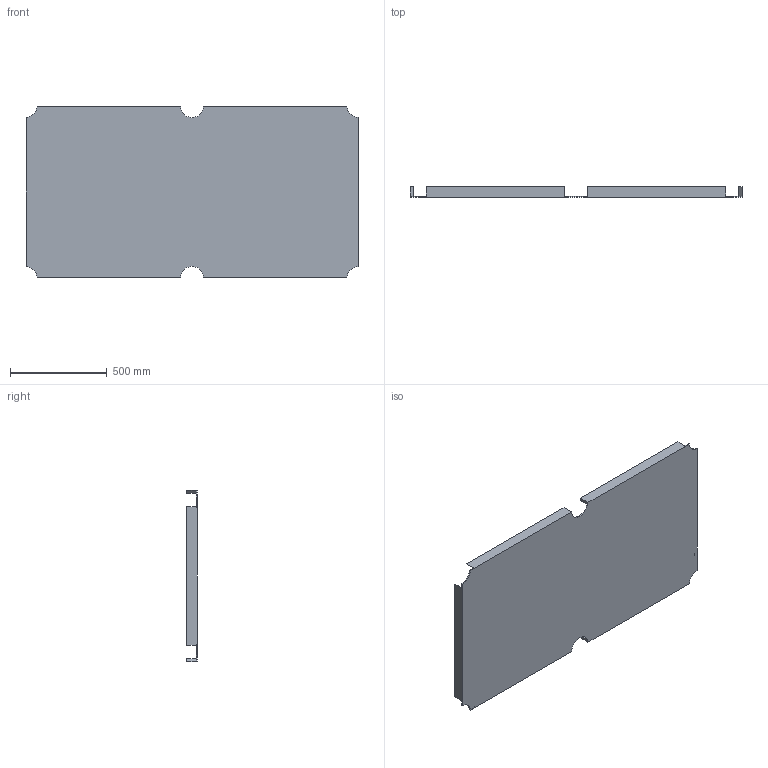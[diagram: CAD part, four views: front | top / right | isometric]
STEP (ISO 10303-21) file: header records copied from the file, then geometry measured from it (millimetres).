
FILE_DESCRIPTION (( 'STEP AP203' ), '1' );
FILE_NAME ('GreenTable.STEP', '2019-01-26T13:15:34', ( '' ), ( '' ), 'SwSTEP 2.0', 'SolidWorks 2017', '' );
FILE_SCHEMA (( 'CONFIG_CONTROL_DESIGN' ));
Length unit declared in the file: millimetre
Products named in the file (1): GreenTable
Bounding box: 1712.47 x 55 x 882.47 mm (x, y, z)
Volume: 10739435 mm3; surface area: 3440039.4 mm2
Topology: 1 solids, 1 shells, 39 faces, 111 edges, 74 vertices
Faces by surface type: plane 32, cylinder 7
Entity records: 1336 total; most frequent: CARTESIAN_POINT 225, ORIENTED_EDGE 222, DIRECTION 205, EDGE_CURVE 111, VECTOR 97, LINE 97, VERTEX_POINT 74, AXIS2_PLACEMENT_3D 54
